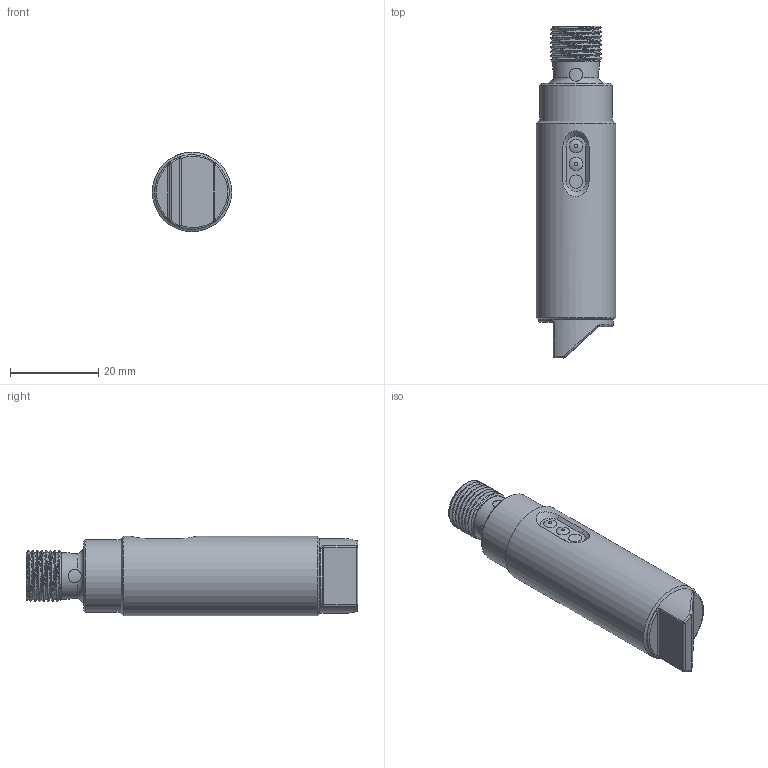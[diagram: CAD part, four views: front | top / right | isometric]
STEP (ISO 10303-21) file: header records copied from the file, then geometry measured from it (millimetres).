
FILE_DESCRIPTION (( 'STEP AP214' ), '1' );
FILE_NAME ('C18P-AP-2E.STEP', '2018-04-19T16:23:18', ( '' ), ( '' ), 'SwSTEP 2.0', 'SolidWorks 2017', '' );
FILE_SCHEMA (( 'AUTOMOTIVE_DESIGN' ));
Length unit declared in the file: inch
Products named in the file (1): C18P-AP-2E
Bounding box: 18 x 75.1 x 18 mm (x, y, z)
Volume: 14815.8 mm3; surface area: 5556.5 mm2
Topology: 3 solids, 4 shells, 88 faces, 211 edges, 128 vertices
Faces by surface type: cylinder 36, plane 20, bspline 9, sphere 9, cone 7, torus 7
Full cylindrical faces by diameter (mm): 1.008 x4, 3 x9, 8.499 x1, 10.551 x1, 16.4 x1, 16.901 x1, 18 x1
Entity records: 5674 total; most frequent: CARTESIAN_POINT 2879, DIRECTION 323, ORIENTED_EDGE 288, AXIS2_PLACEMENT_3D 147, EDGE_CURVE 144, EDGE_LOOP 123, FACE_OUTER_BOUND 109, VERTEX_POINT 99
